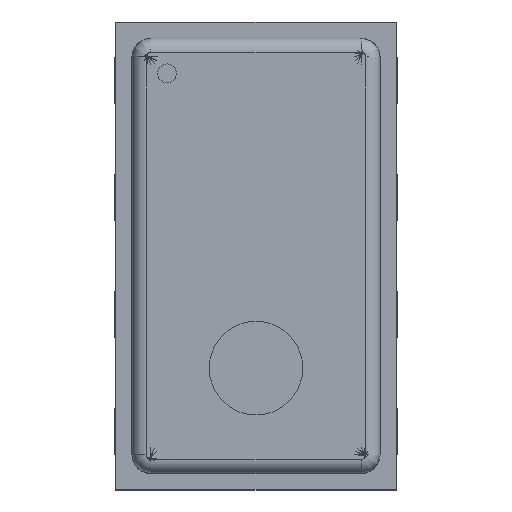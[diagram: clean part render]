
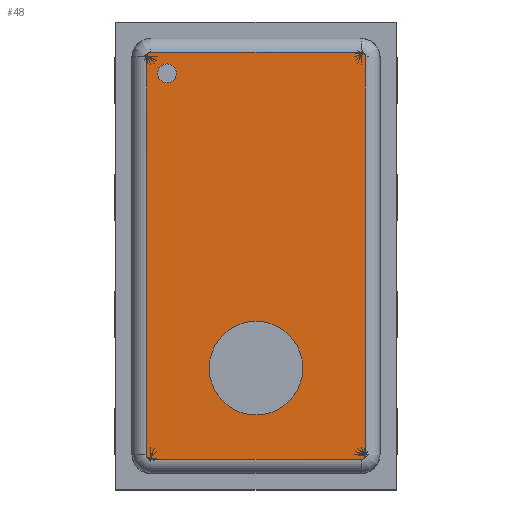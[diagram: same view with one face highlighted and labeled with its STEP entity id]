
A CAD part, top view. The second image highlights one B-rep face of the part: STEP entity #48.
In plain terms, the highlighted planar face has unit normal (0, 0, 1).
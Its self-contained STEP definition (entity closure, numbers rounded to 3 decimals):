
#12=DIRECTION('',(0.,0.,1.));
#26=DIRECTION('',(1.,0.,0.));
#33=VERTEX_POINT('',#34);
#34=CARTESIAN_POINT('',(-0.85,1.95,1.2));
#41=EDGE_CURVE('',#33,#33,#42,.T.);
#42=CIRCLE('',#43,0.1);
#43=AXIS2_PLACEMENT_3D('',#44,#12,#26);
#44=CARTESIAN_POINT('',(-0.95,1.95,1.2));
#48=ADVANCED_FACE('',(#49,#111,#120),#123,.T.);
#49=FACE_BOUND('',#50,.T.);
#50=EDGE_LOOP('',(#51,#60,#69,#76,#84,#91,#99,#105));
#51=ORIENTED_EDGE('',*,*,#52,.F.);
#52=EDGE_CURVE('',#53,#55,#57,.T.);
#53=VERTEX_POINT('',#54);
#54=CARTESIAN_POINT('',(-1.175,-2.125,1.2));
#55=VERTEX_POINT('',#56);
#56=CARTESIAN_POINT('',(-1.175,2.125,1.2));
#57=LINE('',#54,#58);
#58=VECTOR('',#59,1.);
#59=DIRECTION('',(0.,1.,0.));
#60=ORIENTED_EDGE('',*,*,#61,.F.);
#61=EDGE_CURVE('',#62,#53,#64,.T.);
#62=VERTEX_POINT('',#63);
#63=CARTESIAN_POINT('',(-1.125,-2.175,1.2));
#64=CIRCLE('',#65,0.05);
#65=AXIS2_PLACEMENT_3D('',#66,#67,#68);
#66=CARTESIAN_POINT('',(-1.125,-2.125,1.2));
#67=DIRECTION('',(-0.,-0.,-1.));
#68=DIRECTION('',(0.,-1.,0.));
#69=ORIENTED_EDGE('',*,*,#70,.F.);
#70=EDGE_CURVE('',#71,#62,#73,.T.);
#71=VERTEX_POINT('',#72);
#72=CARTESIAN_POINT('',(1.125,-2.175,1.2));
#73=LINE('',#72,#74);
#74=VECTOR('',#75,1.);
#75=DIRECTION('',(-1.,-0.,-0.));
#76=ORIENTED_EDGE('',*,*,#77,.F.);
#77=EDGE_CURVE('',#78,#71,#80,.T.);
#78=VERTEX_POINT('',#79);
#79=CARTESIAN_POINT('',(1.175,-2.125,1.2));
#80=CIRCLE('',#81,0.05);
#81=AXIS2_PLACEMENT_3D('',#82,#83,#26);
#82=CARTESIAN_POINT('',(1.125,-2.125,1.2));
#83=DIRECTION('',(0.,0.,-1.));
#84=ORIENTED_EDGE('',*,*,#85,.F.);
#85=EDGE_CURVE('',#86,#78,#88,.T.);
#86=VERTEX_POINT('',#87);
#87=CARTESIAN_POINT('',(1.175,2.125,1.2));
#88=LINE('',#87,#89);
#89=VECTOR('',#90,1.);
#90=DIRECTION('',(-0.,-1.,-0.));
#91=ORIENTED_EDGE('',*,*,#92,.F.);
#92=EDGE_CURVE('',#93,#86,#95,.T.);
#93=VERTEX_POINT('',#94);
#94=CARTESIAN_POINT('',(1.125,2.175,1.2));
#95=CIRCLE('',#96,0.05);
#96=AXIS2_PLACEMENT_3D('',#97,#83,#98);
#97=CARTESIAN_POINT('',(1.125,2.125,1.2));
#98=DIRECTION('',(0.,1.,0.));
#99=ORIENTED_EDGE('',*,*,#100,.F.);
#100=EDGE_CURVE('',#101,#93,#103,.T.);
#101=VERTEX_POINT('',#102);
#102=CARTESIAN_POINT('',(-1.125,2.175,1.2));
#103=LINE('',#102,#104);
#104=VECTOR('',#26,1.);
#105=ORIENTED_EDGE('',*,*,#106,.F.);
#106=EDGE_CURVE('',#55,#101,#107,.T.);
#107=CIRCLE('',#108,0.05);
#108=AXIS2_PLACEMENT_3D('',#109,#83,#110);
#109=CARTESIAN_POINT('',(-1.125,2.125,1.2));
#110=DIRECTION('',(-1.,0.,0.));
#111=FACE_BOUND('',#112,.T.);
#112=EDGE_LOOP('',(#113));
#113=ORIENTED_EDGE('',*,*,#114,.F.);
#114=EDGE_CURVE('',#115,#115,#117,.T.);
#115=VERTEX_POINT('',#116);
#116=CARTESIAN_POINT('',(0.5,-1.2,1.2));
#117=CIRCLE('',#118,0.5);
#118=AXIS2_PLACEMENT_3D('',#119,#12,#26);
#119=CARTESIAN_POINT('',(0.,-1.2,1.2));
#120=FACE_BOUND('',#121,.T.);
#121=EDGE_LOOP('',(#122));
#122=ORIENTED_EDGE('',*,*,#41,.F.);
#123=PLANE('',#124);
#124=AXIS2_PLACEMENT_3D('',#125,#12,#26);
#125=CARTESIAN_POINT('',(-1.325,-2.325,1.2));
